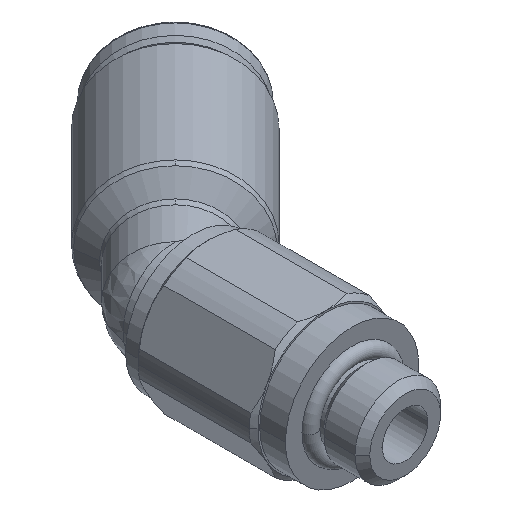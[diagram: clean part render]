
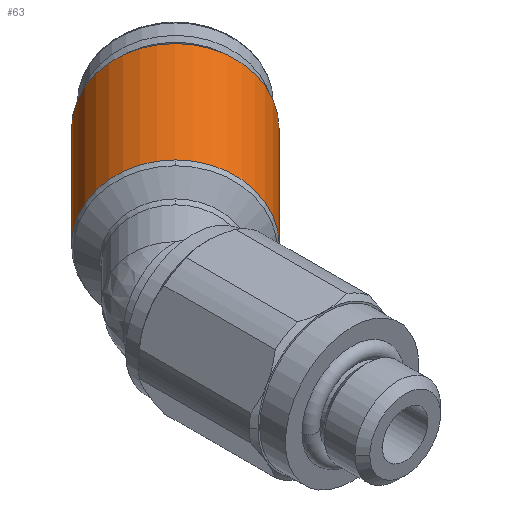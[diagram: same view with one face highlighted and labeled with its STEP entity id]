
A CAD part, isometric view. The second image highlights one B-rep face of the part: STEP entity #63.
In plain terms, the highlighted cylindrical face has radius 4.29 mm (diameter 8.58 mm), a partial arc.
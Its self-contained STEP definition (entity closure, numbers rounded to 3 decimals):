
#63=ADVANCED_FACE('',(#161),#162,.T.);
#161=FACE_OUTER_BOUND('',#330,.T.);
#162=CYLINDRICAL_SURFACE('',#331,4.29);
#330=EDGE_LOOP('',(#586,#587,#588,#589,#590));
#331=AXIS2_PLACEMENT_3D('',#591,#592,#593);
#586=ORIENTED_EDGE('',*,*,#1140,.F.);
#587=ORIENTED_EDGE('',*,*,#1141,.T.);
#588=ORIENTED_EDGE('',*,*,#1142,.T.);
#589=ORIENTED_EDGE('',*,*,#1143,.F.);
#590=ORIENTED_EDGE('',*,*,#1144,.F.);
#591=CARTESIAN_POINT('',(5.844,16.179,0.0));
#592=DIRECTION('',(0.707,0.707,0.0));
#593=DIRECTION('',(-0.707,0.707,0.0));
#1140=EDGE_CURVE('',#1379,#1380,#1381,.T.);
#1141=EDGE_CURVE('',#1379,#1382,#1383,.T.);
#1142=EDGE_CURVE('',#1382,#1384,#1385,.T.);
#1143=EDGE_CURVE('',#1386,#1384,#1387,.T.);
#1144=EDGE_CURVE('',#1380,#1386,#1388,.T.);
#1379=VERTEX_POINT('',#1753);
#1380=VERTEX_POINT('',#1754);
#1381=LINE('',#1755,#1756);
#1382=VERTEX_POINT('',#1757);
#1383=CIRCLE('',#1758,4.29);
#1384=VERTEX_POINT('',#1759);
#1385=CIRCLE('',#1760,4.29);
#1386=VERTEX_POINT('',#1761);
#1387=LINE('',#1762,#1763);
#1388=CIRCLE('',#1764,4.29);
#1753=CARTESIAN_POINT('',(-0.134,16.268,0.0));
#1754=CARTESIAN_POINT('',(5.756,22.158,0.0));
#1755=CARTESIAN_POINT('',(2.811,19.213,0.));
#1756=VECTOR('',#2300,1.0);
#1757=CARTESIAN_POINT('',(2.899,13.234,4.29));
#1758=AXIS2_PLACEMENT_3D('',#2301,#2302,#2303);
#1759=CARTESIAN_POINT('',(5.933,10.201,0.));
#1760=AXIS2_PLACEMENT_3D('',#2304,#2305,#2306);
#1761=CARTESIAN_POINT('',(11.823,16.091,0.));
#1762=CARTESIAN_POINT('',(8.878,13.146,0.));
#1763=VECTOR('',#2307,1.0);
#1764=AXIS2_PLACEMENT_3D('',#2308,#2309,#2310);
#2300=DIRECTION('',(0.707,0.707,0.0));
#2301=CARTESIAN_POINT('',(2.899,13.234,0.0));
#2302=DIRECTION('',(0.707,0.707,0.0));
#2303=DIRECTION('',(-0.707,0.707,0.0));
#2304=CARTESIAN_POINT('',(2.899,13.234,0.0));
#2305=DIRECTION('',(0.707,0.707,0.0));
#2306=DIRECTION('',(-0.707,0.707,0.0));
#2307=DIRECTION('',(-0.707,-0.707,-0.0));
#2308=CARTESIAN_POINT('',(8.789,19.124,0.0));
#2309=DIRECTION('',(0.707,0.707,0.0));
#2310=DIRECTION('',(-0.707,0.707,0.0));
